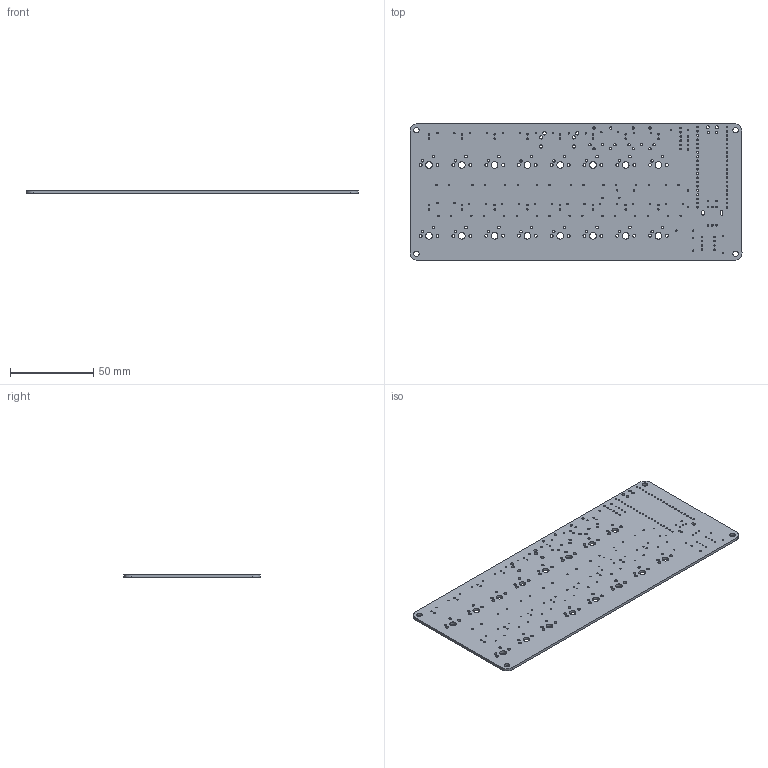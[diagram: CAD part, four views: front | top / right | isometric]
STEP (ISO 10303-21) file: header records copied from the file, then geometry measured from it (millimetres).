
FILE_DESCRIPTION(('KiCad electronic assembly'),'2;1');
FILE_NAME('seeq.step','2022-12-28T22:16:29',('Pcbnew'),('Kicad'), 'Open CASCADE STEP processor 7.6','KiCad to STEP converter','Unknown' );
FILE_SCHEMA(('AUTOMOTIVE_DESIGN { 1 0 10303 214 1 1 1 1 }'));
Length unit declared in the file: millimetre
Products named in the file (2): seeq 1; seeq PCB
Assembly tree (1 placements, depth 2):
  seeq 1
    seeq PCB
Bounding box: 199.45 x 81.98 x 1.6 mm (x, y, z)
Volume: 25269.8 mm3; surface area: 34378.1 mm2
Topology: 1 solids, 1 shells, 300 faces, 894 edges, 596 vertices
Faces by surface type: cylinder 290, plane 10
Full cylindrical faces by diameter (mm): 0.8 x84, 0.9 x32, 1 x15, 1.02 x43, 1.4 x14, 1.5 x34, 1.75 x32, 1.8 x2, 2 x6, 3.2 x4, 4 x16
Entity records: 23243 total; most frequent: DIRECTION 3866, CARTESIAN_POINT 3580, ORIENTED_EDGE 1788, PCURVE 1788, DEFINITIONAL_REPRESENTATION 1788, LINE 1522, VECTOR 1522, CIRCLE 1160
